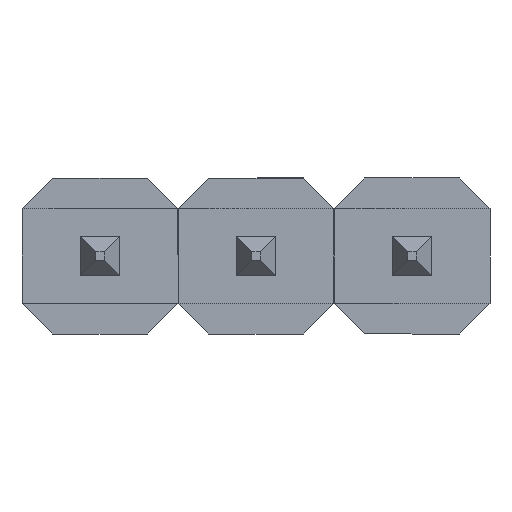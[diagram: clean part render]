
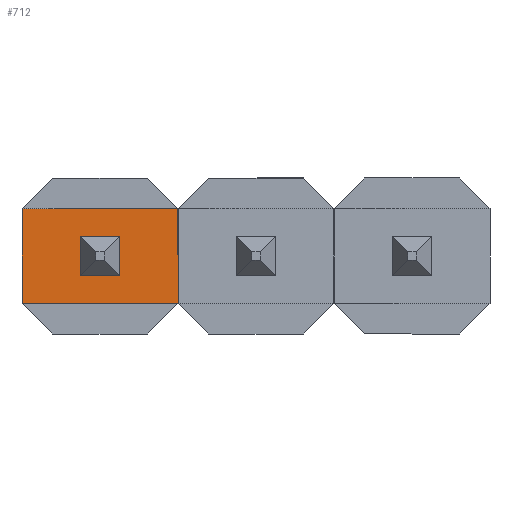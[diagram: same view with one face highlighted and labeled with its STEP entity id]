
A CAD part, front view. The second image highlights one B-rep face of the part: STEP entity #712.
In plain terms, the highlighted planar face has unit normal (0, -1, 0).
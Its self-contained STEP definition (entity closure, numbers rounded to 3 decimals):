
#21 = FACE_OUTER_BOUND ( 'NONE', #391, .T. ) ;
#24 = LINE ( 'NONE', #537, #647 ) ;
#32 = CARTESIAN_POINT ( 'NONE',  ( 1.27, 0.5, 0.665 ) ) ;
#39 = VECTOR ( 'NONE', #423, 1000. ) ;
#121 = VERTEX_POINT ( 'NONE', #861 ) ;
#134 = DIRECTION ( 'NONE',  ( 0., 1., 0. ) ) ;
#152 = LINE ( 'NONE', #431, #567 ) ;
#173 = EDGE_CURVE ( 'NONE', #121, #288, #472, .T. ) ;
#198 = PLANE ( 'NONE',  #915 ) ;
#243 = EDGE_CURVE ( 'NONE', #340, #121, #24, .T. ) ;
#255 = VECTOR ( 'NONE', #526, 1000. ) ;
#257 = DIRECTION ( 'NONE',  ( 1., 0., 0. ) ) ;
#271 = CARTESIAN_POINT ( 'NONE',  ( 1.27, 0.5, -0.875 ) ) ;
#281 = EDGE_CURVE ( 'NONE', #288, #625, #152, .T. ) ;
#288 = VERTEX_POINT ( 'NONE', #923 ) ;
#328 = EDGE_CURVE ( 'NONE', #625, #340, #680, .T. ) ;
#340 = VERTEX_POINT ( 'NONE', #271 ) ;
#391 = EDGE_LOOP ( 'NONE', ( #886, #469, #648, #687 ) ) ;
#423 = DIRECTION ( 'NONE',  ( 0., 0., -1. ) ) ;
#431 = CARTESIAN_POINT ( 'NONE',  ( -1.27, 0.5, 0.665 ) ) ;
#469 = ORIENTED_EDGE ( 'NONE', *, *, #243, .F. ) ;
#472 = LINE ( 'NONE', #786, #255 ) ;
#478 = DIRECTION ( 'NONE',  ( -1., 0., 0. ) ) ;
#496 = CARTESIAN_POINT ( 'NONE',  ( 1.27, 0.5, 0.665 ) ) ;
#526 = DIRECTION ( 'NONE',  ( 0., 0., 1. ) ) ;
#537 = CARTESIAN_POINT ( 'NONE',  ( 1.27, 0.5, -0.875 ) ) ;
#567 = VECTOR ( 'NONE', #257, 1000. ) ;
#598 = CARTESIAN_POINT ( 'NONE',  ( 0., 0.5, 0. ) ) ;
#625 = VERTEX_POINT ( 'NONE', #32 ) ;
#647 = VECTOR ( 'NONE', #478, 1000. ) ;
#648 = ORIENTED_EDGE ( 'NONE', *, *, #328, .F. ) ;
#680 = LINE ( 'NONE', #496, #39 ) ;
#687 = ORIENTED_EDGE ( 'NONE', *, *, #281, .F. ) ;
#712 = ADVANCED_FACE ( 'NONE', ( #21 ), #198, .F. ) ;
#786 = CARTESIAN_POINT ( 'NONE',  ( -1.27, 0.5, -0.875 ) ) ;
#861 = CARTESIAN_POINT ( 'NONE',  ( -1.27, 0.5, -0.875 ) ) ;
#886 = ORIENTED_EDGE ( 'NONE', *, *, #173, .F. ) ;
#915 = AXIS2_PLACEMENT_3D ( 'NONE', #598, #134, #964 ) ;
#923 = CARTESIAN_POINT ( 'NONE',  ( -1.27, 0.5, 0.665 ) ) ;
#964 = DIRECTION ( 'NONE',  ( 0., 0., 1. ) ) ;
